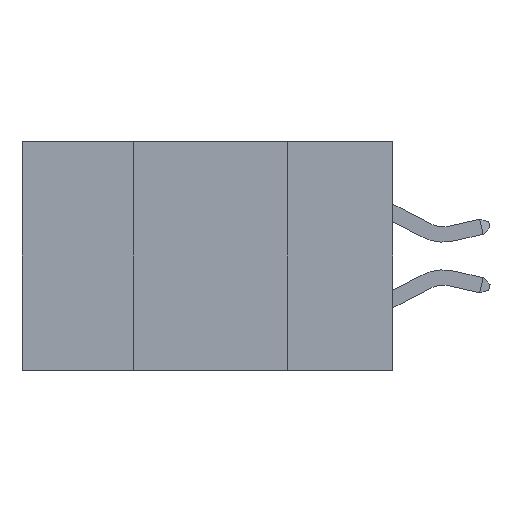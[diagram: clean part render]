
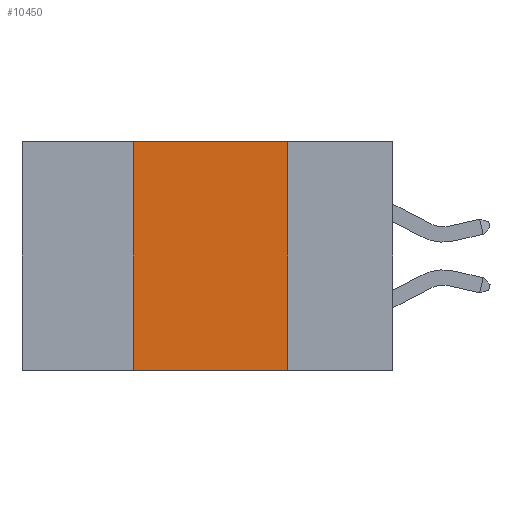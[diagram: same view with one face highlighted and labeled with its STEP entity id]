
A CAD part, left-side view. The second image highlights one B-rep face of the part: STEP entity #10450.
In plain terms, the highlighted planar face has unit normal (-1, 0, 0).
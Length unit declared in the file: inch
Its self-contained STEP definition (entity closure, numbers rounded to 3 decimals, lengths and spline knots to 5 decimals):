
#629 = VERTEX_POINT ( 'NONE', #6421 ) ;
#667 = EDGE_CURVE ( 'NONE', #10321, #629, #5731, .T. ) ;
#1867 = DIRECTION ( 'NONE',  ( 0., 0., 1. ) ) ;
#2713 = VECTOR ( 'NONE', #5232, 39.37008 ) ;
#2839 = CARTESIAN_POINT ( 'NONE',  ( 0., 0.17, 0. ) ) ;
#3620 = EDGE_LOOP ( 'NONE', ( #11583, #5177, #6165, #12056 ) ) ;
#4273 = CARTESIAN_POINT ( 'NONE',  ( 0., 0.6, 0. ) ) ;
#5039 = EDGE_CURVE ( 'NONE', #7796, #10321, #10393, .T. ) ;
#5126 = FACE_OUTER_BOUND ( 'NONE', #3620, .T. ) ;
#5177 = ORIENTED_EDGE ( 'NONE', *, *, #667, .F. ) ;
#5232 = DIRECTION ( 'NONE',  ( 0., 0., -1. ) ) ;
#5603 = DIRECTION ( 'NONE',  ( 1., 0., 0. ) ) ;
#5642 = EDGE_CURVE ( 'NONE', #7796, #10627, #14933, .T. ) ;
#5731 = LINE ( 'NONE', #6263, #8525 ) ;
#5829 = AXIS2_PLACEMENT_3D ( 'NONE', #4273, #5603, #14874 ) ;
#6165 = ORIENTED_EDGE ( 'NONE', *, *, #5039, .F. ) ;
#6263 = CARTESIAN_POINT ( 'NONE',  ( 0., 0.6, 0. ) ) ;
#6345 = CARTESIAN_POINT ( 'NONE',  ( 0., 0.42, 0. ) ) ;
#6421 = CARTESIAN_POINT ( 'NONE',  ( 0., 0.17, 0. ) ) ;
#7795 = CARTESIAN_POINT ( 'NONE',  ( 0., 0.42, 0. ) ) ;
#7796 = VERTEX_POINT ( 'NONE', #14364 ) ;
#7988 = PLANE ( 'NONE',  #5829 ) ;
#8428 = LINE ( 'NONE', #2839, #2713 ) ;
#8525 = VECTOR ( 'NONE', #8631, 39.37008 ) ;
#8631 = DIRECTION ( 'NONE',  ( 0., -1., 0. ) ) ;
#9670 = VECTOR ( 'NONE', #1867, 39.37008 ) ;
#10321 = VERTEX_POINT ( 'NONE', #6345 ) ;
#10393 = LINE ( 'NONE', #7795, #9670 ) ;
#10450 = ADVANCED_FACE ( 'NONE', ( #5126 ), #7988, .F. ) ;
#10627 = VERTEX_POINT ( 'NONE', #14211 ) ;
#10719 = CARTESIAN_POINT ( 'NONE',  ( 0., 0.6, -0.37 ) ) ;
#11583 = ORIENTED_EDGE ( 'NONE', *, *, #13087, .F. ) ;
#11905 = DIRECTION ( 'NONE',  ( 0., -1., 0. ) ) ;
#12056 = ORIENTED_EDGE ( 'NONE', *, *, #5642, .T. ) ;
#13087 = EDGE_CURVE ( 'NONE', #629, #10627, #8428, .T. ) ;
#13294 = VECTOR ( 'NONE', #11905, 39.37008 ) ;
#14211 = CARTESIAN_POINT ( 'NONE',  ( 0., 0.17, -0.37 ) ) ;
#14364 = CARTESIAN_POINT ( 'NONE',  ( 0., 0.42, -0.37 ) ) ;
#14874 = DIRECTION ( 'NONE',  ( 0., 0., -1. ) ) ;
#14933 = LINE ( 'NONE', #10719, #13294 ) ;
